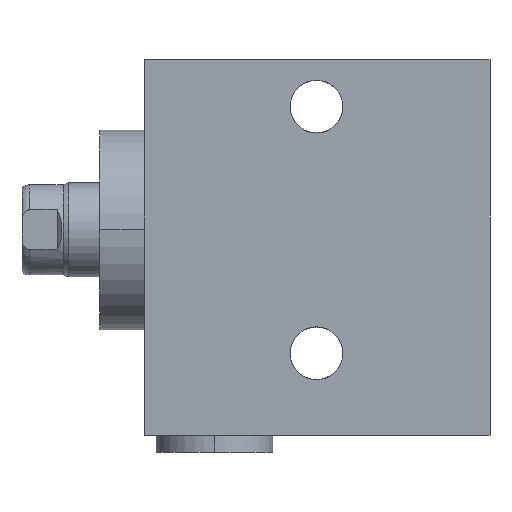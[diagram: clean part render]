
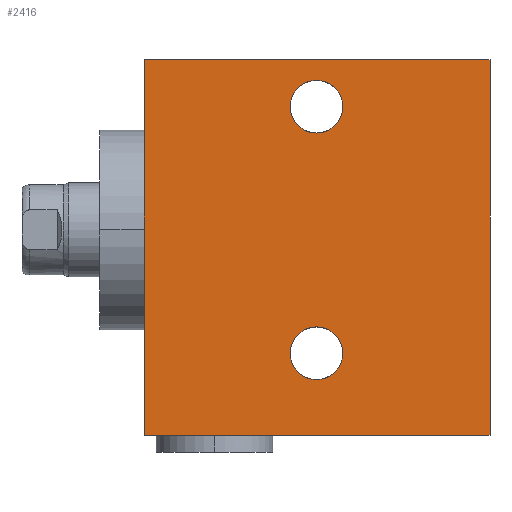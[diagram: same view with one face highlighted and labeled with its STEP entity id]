
A CAD part, front view. The second image highlights one B-rep face of the part: STEP entity #2416.
In plain terms, the highlighted planar face has unit normal (0, -1, 0).
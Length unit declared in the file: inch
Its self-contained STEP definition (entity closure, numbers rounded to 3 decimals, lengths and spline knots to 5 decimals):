
#559=DIRECTION('',(0.,0.,-1.));
#560=VECTOR('',#559,2.);
#561=CARTESIAN_POINT('',(0.,-0.5625,0.906));
#562=LINE('',#561,#560);
#811=DIRECTION('',(0.,0.,-1.));
#812=VECTOR('',#811,2.);
#813=CARTESIAN_POINT('',(1.842,-0.5625,0.906));
#814=LINE('',#813,#812);
#1022=DIRECTION('',(1.,0.,0.));
#1023=VECTOR('',#1022,1.842);
#1024=CARTESIAN_POINT('',(0.,-0.5625,0.906));
#1025=LINE('',#1024,#1023);
#1029=CARTESIAN_POINT('',(0.918,-0.5625,0.656));
#1030=DIRECTION('',(0.,-1.,0.));
#1031=DIRECTION('',(1.,0.,0.));
#1032=AXIS2_PLACEMENT_3D('',#1029,#1030,#1031);
#1037=CARTESIAN_POINT('',(0.918,-0.5625,0.656));
#1038=DIRECTION('',(0.,-1.,0.));
#1039=DIRECTION('',(-1.,0.,0.));
#1040=AXIS2_PLACEMENT_3D('',#1037,#1038,#1039);
#1045=CARTESIAN_POINT('',(0.918,-0.5625,-0.657));
#1046=DIRECTION('',(0.,-1.,0.));
#1047=DIRECTION('',(1.,0.,0.));
#1048=AXIS2_PLACEMENT_3D('',#1045,#1046,#1047);
#1053=CARTESIAN_POINT('',(0.918,-0.5625,-0.657));
#1054=DIRECTION('',(0.,-1.,0.));
#1055=DIRECTION('',(-1.,0.,0.));
#1056=AXIS2_PLACEMENT_3D('',#1053,#1054,#1055);
#1153=DIRECTION('',(1.,0.,0.));
#1154=VECTOR('',#1153,1.842);
#1155=CARTESIAN_POINT('',(0.,-0.5625,-1.094));
#1156=LINE('',#1155,#1154);
#1366=CARTESIAN_POINT('',(0.,-0.5625,0.906));
#1368=VERTEX_POINT('',#1366);
#1369=CARTESIAN_POINT('',(0.,-0.5625,-1.094));
#1370=VERTEX_POINT('',#1369);
#1374=CARTESIAN_POINT('',(1.842,-0.5625,0.906));
#1376=VERTEX_POINT('',#1374);
#1377=CARTESIAN_POINT('',(1.842,-0.5625,-1.094));
#1378=VERTEX_POINT('',#1377);
#1389=CARTESIAN_POINT('',(1.0585,-0.5625,0.656));
#1390=CARTESIAN_POINT('',(0.7775,-0.5625,0.656));
#1391=VERTEX_POINT('',#1389);
#1392=VERTEX_POINT('',#1390);
#1403=CARTESIAN_POINT('',(1.0585,-0.5625,-0.657));
#1404=CARTESIAN_POINT('',(0.7775,-0.5625,-0.657));
#1405=VERTEX_POINT('',#1403);
#1406=VERTEX_POINT('',#1404);
#2395=CARTESIAN_POINT('',(0.,-0.5625,0.906));
#2396=DIRECTION('',(0.,-1.,0.));
#2397=DIRECTION('',(0.,0.,-1.));
#2398=AXIS2_PLACEMENT_3D('',#2395,#2396,#2397);
#2399=PLANE('',#2398);
#2400=ORIENTED_EDGE('',*,*,#2089,.F.);
#2402=ORIENTED_EDGE('',*,*,#2401,.T.);
#2403=ORIENTED_EDGE('',*,*,#2248,.T.);
#2405=ORIENTED_EDGE('',*,*,#2404,.F.);
#2406=EDGE_LOOP('',(#2400,#2402,#2403,#2405));
#2407=FACE_OUTER_BOUND('',#2406,.F.);
#2408=ORIENTED_EDGE('',*,*,#2171,.T.);
#2409=ORIENTED_EDGE('',*,*,#2188,.T.);
#2410=EDGE_LOOP('',(#2408,#2409));
#2411=FACE_BOUND('',#2410,.F.);
#2412=ORIENTED_EDGE('',*,*,#2330,.T.);
#2413=ORIENTED_EDGE('',*,*,#2347,.T.);
#2414=EDGE_LOOP('',(#2412,#2413));
#2415=FACE_BOUND('',#2414,.F.);
#2416=ADVANCED_FACE('',(#2407,#2411,#2415),#2399,.T.);
#1033=CIRCLE('',#1032,0.1405);
#1041=CIRCLE('',#1040,0.1405);
#1049=CIRCLE('',#1048,0.1405);
#1057=CIRCLE('',#1056,0.1405);
#2089=EDGE_CURVE('',#1368,#1370,#562,.T.);
#2171=EDGE_CURVE('',#1391,#1392,#1033,.T.);
#2188=EDGE_CURVE('',#1392,#1391,#1041,.T.);
#2248=EDGE_CURVE('',#1376,#1378,#814,.T.);
#2330=EDGE_CURVE('',#1405,#1406,#1049,.T.);
#2347=EDGE_CURVE('',#1406,#1405,#1057,.T.);
#2401=EDGE_CURVE('',#1368,#1376,#1025,.T.);
#2404=EDGE_CURVE('',#1370,#1378,#1156,.T.);
